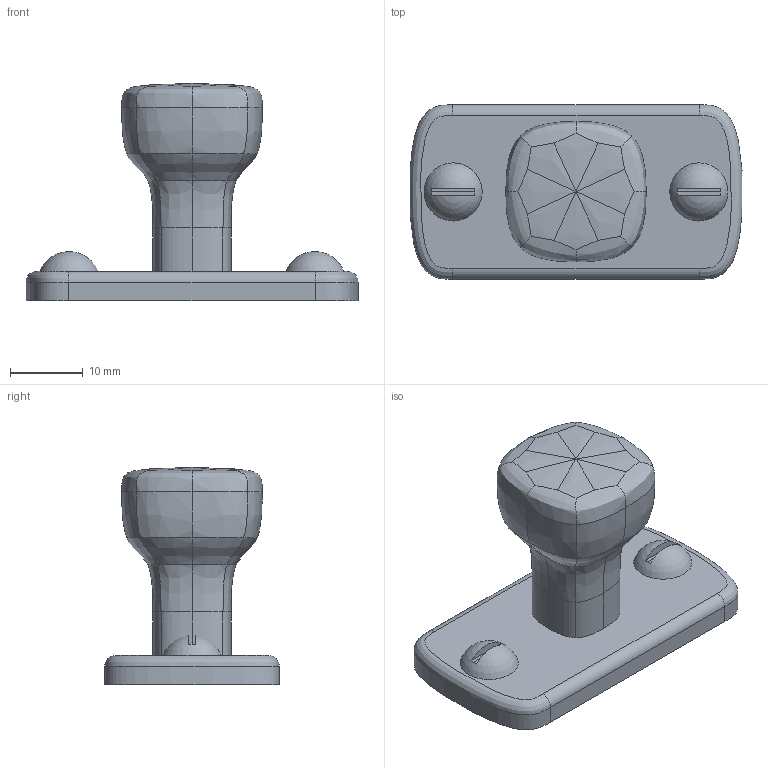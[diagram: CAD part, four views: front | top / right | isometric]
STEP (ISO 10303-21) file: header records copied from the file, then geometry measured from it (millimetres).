
FILE_DESCRIPTION(/* description */ (''),/* implementation_level */ '2;1');
FILE_NAME(/* name */ '0506_45_00.stp',/* time_stamp */ '2023-01-31T08:40:18+01:00',/* author */ ('jferrer'),/* organization */ (''),/* preprocessor_version */ 'ST-DEVELOPER v18.1',/* originating_system */ 'Autodesk Inventor 2022',/* authorisation */ '');
FILE_SCHEMA (('CONFIG_CONTROL_DESIGN'));
Length unit declared in the file: millimetre
Products named in the file (1): FIRM_64_KNOB_L
Bounding box: 45.65 x 24 x 29.86 mm (x, y, z)
Volume: 9190.1 mm3; surface area: 4280.5 mm2
Topology: 1 solids, 1 shells, 531 faces, 1443 edges, 947 vertices
Faces by surface type: plane 457, bspline 52, cylinder 18, cone 2, sphere 2
Full cylindrical faces by diameter (mm): 1.572 x1, 1.829 x1, 3.242 x1
Entity records: 18522 total; most frequent: CARTESIAN_POINT 5399, ORIENTED_EDGE 2884, DIRECTION 2353, EDGE_CURVE 1442, LINE 1287, VECTOR 1287, VERTEX_POINT 947, EDGE_LOOP 565
